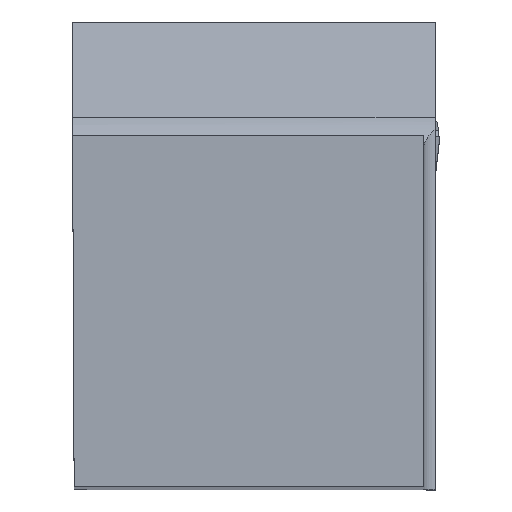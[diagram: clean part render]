
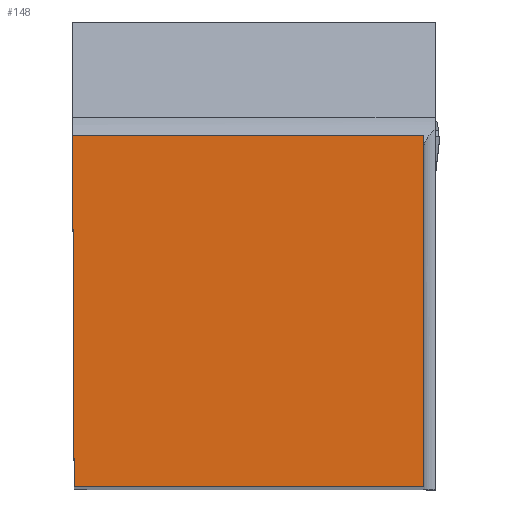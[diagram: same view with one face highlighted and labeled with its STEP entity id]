
A CAD part, top view. The second image highlights one B-rep face of the part: STEP entity #148.
In plain terms, the highlighted planar face has unit normal (0, 0, 1).
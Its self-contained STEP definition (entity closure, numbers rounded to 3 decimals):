
#148=ADVANCED_FACE('CU_BACK_SU1',(#266),#211,.F.);
#211=PLANE('',#1472);
#266=FACE_OUTER_BOUND('',#332,.T.);
#332=EDGE_LOOP('',(#536,#537,#538,#539));
#536=ORIENTED_EDGE('',*,*,#943,.T.);
#537=ORIENTED_EDGE('',*,*,#985,.F.);
#538=ORIENTED_EDGE('',*,*,#956,.T.);
#539=ORIENTED_EDGE('',*,*,#946,.T.);
#813=VERTEX_POINT('',#1978);
#814=VERTEX_POINT('',#1980);
#816=VERTEX_POINT('',#1986);
#824=VERTEX_POINT('',#2005);
#943=EDGE_CURVE('',#814,#813,#1120,.T.);
#946=EDGE_CURVE('',#816,#814,#1123,.T.);
#956=EDGE_CURVE('',#824,#816,#1131,.T.);
#985=EDGE_CURVE('',#824,#813,#1156,.T.);
#1120=LINE('',#1979,#1270);
#1123=LINE('',#1985,#1273);
#1131=LINE('',#2004,#1281);
#1156=LINE('',#2076,#1306);
#1270=VECTOR('',#1607,1.);
#1273=VECTOR('',#1612,1.);
#1281=VECTOR('',#1626,1.);
#1306=VECTOR('',#1683,1.);
#1472=AXIS2_PLACEMENT_3D('',#2077,#1684,#1685);
#1607=DIRECTION('',(1.,0.,0.));
#1612=DIRECTION('',(0.004,-1.,0.));
#1626=DIRECTION('',(-1.,0.,0.));
#1683=DIRECTION('',(0.,-1.,0.));
#1684=DIRECTION('',(0.,0.,-1.));
#1685=DIRECTION('',(0.,-1.,0.));
#1978=CARTESIAN_POINT('',(24.875,0.,0.));
#1979=CARTESIAN_POINT('',(-23.244,0.,0.));
#1980=CARTESIAN_POINT('',(0.109,0.,0.));
#1985=CARTESIAN_POINT('',(-0.088,44.976,0.));
#1986=CARTESIAN_POINT('',(0.,24.875,0.));
#2004=CARTESIAN_POINT('',(-23.244,24.875,0.));
#2005=CARTESIAN_POINT('',(24.875,24.875,0.));
#2076=CARTESIAN_POINT('',(24.875,44.875,0.));
#2077=CARTESIAN_POINT('',(-23.244,44.875,0.));
